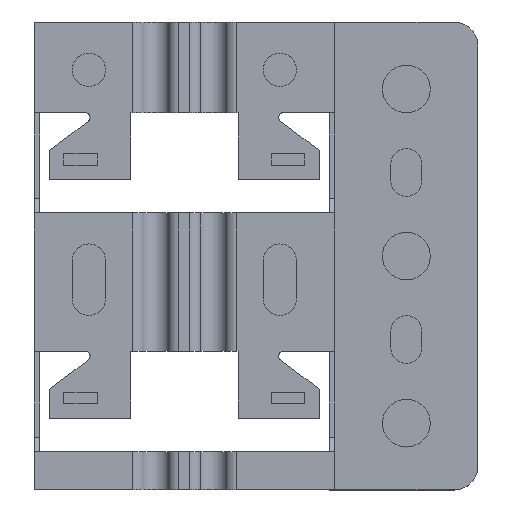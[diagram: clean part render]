
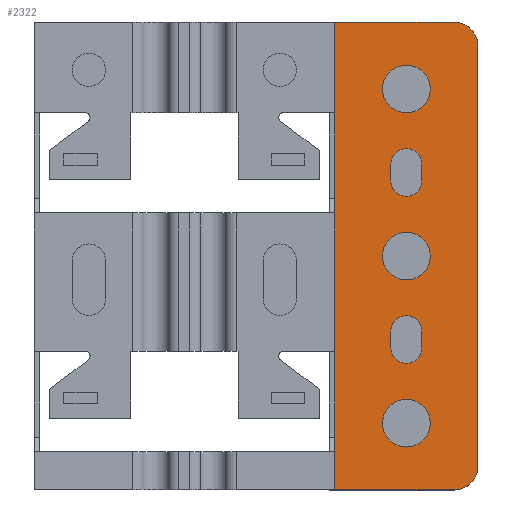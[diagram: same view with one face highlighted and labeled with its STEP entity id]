
A CAD part, top view. The second image highlights one B-rep face of the part: STEP entity #2322.
In plain terms, the highlighted planar face has unit normal (0, 0, 1).
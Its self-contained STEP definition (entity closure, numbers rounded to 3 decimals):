
#173=CIRCLE('',#2489,5.);
#174=CIRCLE('',#2490,5.);
#242=FACE_OUTER_BOUND('',#358,.T.);
#358=EDGE_LOOP('',(#1857,#1858,#1859,#1860,#1861,#1862));
#482=LINE('',#3383,#746);
#493=LINE('',#3416,#757);
#536=LINE('',#3531,#800);
#592=LINE('',#3668,#856);
#746=VECTOR('',#2680,1000.);
#757=VECTOR('',#2709,1.);
#800=VECTOR('',#2804,1000.);
#856=VECTOR('',#2920,1000.);
#1017=VERTEX_POINT('',#3380);
#1018=VERTEX_POINT('',#3382);
#1031=VERTEX_POINT('',#3415);
#1077=VERTEX_POINT('',#3530);
#1127=VERTEX_POINT('',#3666);
#1128=VERTEX_POINT('',#3667);
#1278=EDGE_CURVE('',#1018,#1017,#482,.T.);
#1295=EDGE_CURVE('',#1018,#1031,#493,.T.);
#1354=EDGE_CURVE('',#1031,#1077,#536,.T.);
#1426=EDGE_CURVE('',#1127,#1128,#592,.T.);
#1429=EDGE_CURVE('',#1017,#1128,#173,.T.);
#1430=EDGE_CURVE('',#1127,#1077,#174,.T.);
#1857=ORIENTED_EDGE('',*,*,#1295,.F.);
#1858=ORIENTED_EDGE('',*,*,#1278,.T.);
#1859=ORIENTED_EDGE('',*,*,#1429,.T.);
#1860=ORIENTED_EDGE('',*,*,#1426,.F.);
#1861=ORIENTED_EDGE('',*,*,#1430,.T.);
#1862=ORIENTED_EDGE('',*,*,#1354,.F.);
#2230=PLANE('',#2488);
#2322=ADVANCED_FACE('',(#242),#2230,.F.);
#2488=AXIS2_PLACEMENT_3D('',#3671,#2923,#2924);
#2489=AXIS2_PLACEMENT_3D('',#3672,#2925,#2926);
#2490=AXIS2_PLACEMENT_3D('',#3673,#2927,#2928);
#2680=DIRECTION('',(1.,0.,0.));
#2709=DIRECTION('',(0.,1.,0.));
#2804=DIRECTION('',(1.,0.,0.));
#2920=DIRECTION('',(0.,-1.,0.));
#2923=DIRECTION('center_axis',(0.,0.,-1.));
#2924=DIRECTION('ref_axis',(0.,1.,0.));
#2925=DIRECTION('center_axis',(0.,0.,1.));
#2926=DIRECTION('ref_axis',(0.,1.,0.));
#2927=DIRECTION('center_axis',(0.,0.,1.));
#2928=DIRECTION('ref_axis',(0.,1.,0.));
#3380=CARTESIAN_POINT('',(86.046,5.623,4.9));
#3382=CARTESIAN_POINT('',(61.046,5.623,4.9));
#3383=CARTESIAN_POINT('',(61.046,5.623,4.9));
#3415=CARTESIAN_POINT('',(61.046,103.623,4.9));
#3416=CARTESIAN_POINT('',(61.046,103.623,4.9));
#3530=CARTESIAN_POINT('',(86.046,103.623,4.9));
#3531=CARTESIAN_POINT('',(61.046,103.623,4.9));
#3666=CARTESIAN_POINT('',(91.046,98.623,4.9));
#3667=CARTESIAN_POINT('',(91.046,10.623,4.9));
#3668=CARTESIAN_POINT('',(91.046,103.623,4.9));
#3671=CARTESIAN_POINT('Origin',(61.046,103.623,4.9));
#3672=CARTESIAN_POINT('Origin',(86.046,10.623,4.9));
#3673=CARTESIAN_POINT('Origin',(86.046,98.623,4.9));
